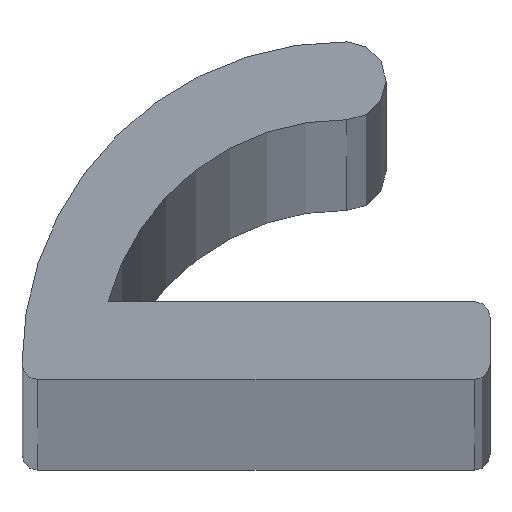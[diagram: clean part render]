
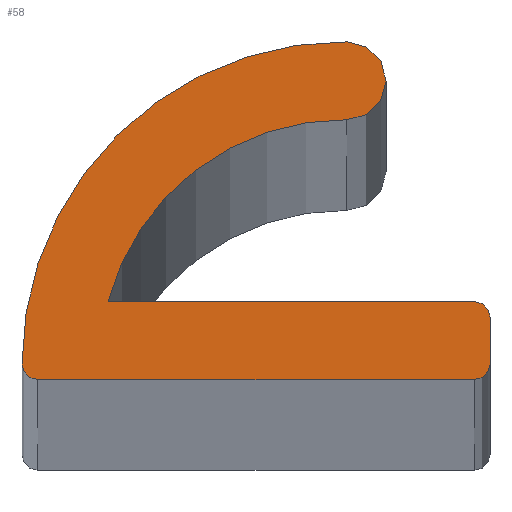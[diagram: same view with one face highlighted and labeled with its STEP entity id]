
A CAD part, top view. The second image highlights one B-rep face of the part: STEP entity #58.
In plain terms, the highlighted planar face has unit normal (0, 0, 1).
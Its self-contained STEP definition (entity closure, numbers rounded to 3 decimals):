
#19 = EDGE_CURVE ( 'NONE', #402, #340, #60, .T. ) ;
#20 = EDGE_CURVE ( 'NONE', #337, #336, #449, .T. ) ;
#21 = EDGE_CURVE ( 'NONE', #404, #346, #63, .T. ) ;
#29 = EDGE_CURVE ( 'NONE', #405, #404, #64, .T. ) ;
#32 = EDGE_CURVE ( 'NONE', #340, #405, #67, .T. ) ;
#33 = EDGE_CURVE ( 'NONE', #336, #400, #66, .T. ) ;
#36 = EDGE_CURVE ( 'NONE', #344, #402, #68, .T. ) ;
#38 = EDGE_CURVE ( 'NONE', #400, #344, #213, .T. ) ;
#41 = EDGE_CURVE ( 'NONE', #346, #347, #218, .T. ) ;
#58 = ADVANCED_FACE ( 'NONE', ( #99 ), #271, .F. ) ;
#60 = CIRCLE ( 'NONE', #133, 0.75 ) ;
#63 = CIRCLE ( 'NONE', #139, 0.3 ) ;
#64 = CIRCLE ( 'NONE', #127, 6.2 ) ;
#66 = CIRCLE ( 'NONE', #146, 0.3 ) ;
#67 = CIRCLE ( 'NONE', #142, 6.2 ) ;
#68 = CIRCLE ( 'NONE', #145, 4.7 ) ;
#72 = CIRCLE ( 'NONE', #122, 0.3 ) ;
#74 = EDGE_CURVE ( 'NONE', #347, #337, #72, .T. ) ;
#97 = AXIS2_PLACEMENT_3D ( 'NONE', #270, #275, #274 ) ;
#99 = FACE_OUTER_BOUND ( 'NONE', #355, .T. ) ;
#122 = AXIS2_PLACEMENT_3D ( 'NONE', #278, #288, #287 ) ;
#127 = AXIS2_PLACEMENT_3D ( 'NONE', #193, #199, #201 ) ;
#130 = VECTOR ( 'NONE', #217, 1000. ) ;
#133 = AXIS2_PLACEMENT_3D ( 'NONE', #426, #418, #412 ) ;
#138 = VECTOR ( 'NONE', #431, 1000. ) ;
#139 = AXIS2_PLACEMENT_3D ( 'NONE', #446, #441, #416 ) ;
#140 = VECTOR ( 'NONE', #222, 1000. ) ;
#142 = AXIS2_PLACEMENT_3D ( 'NONE', #203, #206, #204 ) ;
#145 = AXIS2_PLACEMENT_3D ( 'NONE', #315, #316, #317 ) ;
#146 = AXIS2_PLACEMENT_3D ( 'NONE', #202, #200, #198 ) ;
#193 = CARTESIAN_POINT ( 'NONE',  ( 4.544, -1.2, 500. ) ) ;
#198 = DIRECTION ( 'NONE',  ( -1., 0., 0. ) ) ;
#199 = DIRECTION ( 'NONE',  ( 0., 0., 1. ) ) ;
#200 = DIRECTION ( 'NONE',  ( 0., 0., 1. ) ) ;
#201 = DIRECTION ( 'NONE',  ( -1., 0., 0. ) ) ;
#202 = CARTESIAN_POINT ( 'NONE',  ( 7.052, -0.3, 500. ) ) ;
#203 = CARTESIAN_POINT ( 'NONE',  ( 4.544, -1.2, 500. ) ) ;
#204 = DIRECTION ( 'NONE',  ( -1., 0., 0. ) ) ;
#206 = DIRECTION ( 'NONE',  ( 0., 0., 1. ) ) ;
#212 = CARTESIAN_POINT ( 'NONE',  ( 0., 0., 500. ) ) ;
#213 = LINE ( 'NONE', #212, #130 ) ;
#217 = DIRECTION ( 'NONE',  ( -1., 0., 0. ) ) ;
#218 = LINE ( 'NONE', #223, #140 ) ;
#222 = DIRECTION ( 'NONE',  ( 1., 0., 0. ) ) ;
#223 = CARTESIAN_POINT ( 'NONE',  ( 7.052, -1.5, 500. ) ) ;
#270 = CARTESIAN_POINT ( 'NONE',  ( 4.544, -1.2, 500. ) ) ;
#271 = PLANE ( 'NONE',  #97 ) ;
#274 = DIRECTION ( 'NONE',  ( -1., 0., 0. ) ) ;
#275 = DIRECTION ( 'NONE',  ( 0., 0., -1. ) ) ;
#278 = CARTESIAN_POINT ( 'NONE',  ( 7.052, -1.2, 500. ) ) ;
#287 = DIRECTION ( 'NONE',  ( -1., 0., 0. ) ) ;
#288 = DIRECTION ( 'NONE',  ( 0., 0., 1. ) ) ;
#290 = CARTESIAN_POINT ( 'NONE',  ( 7.352, -1.2, 500. ) ) ;
#291 = CARTESIAN_POINT ( 'NONE',  ( 7.352, -0.3, 500. ) ) ;
#293 = CARTESIAN_POINT ( 'NONE',  ( 4.609, 5., 500. ) ) ;
#295 = CARTESIAN_POINT ( 'NONE',  ( 7.052, -1.5, 500. ) ) ;
#296 = CARTESIAN_POINT ( 'NONE',  ( -1.356, -1.5, 500. ) ) ;
#298 = CARTESIAN_POINT ( 'NONE',  ( 0., 0., 500. ) ) ;
#301 = CARTESIAN_POINT ( 'NONE',  ( 4.594, 3.5, 500. ) ) ;
#303 = CARTESIAN_POINT ( 'NONE',  ( 7.052, 0., 500. ) ) ;
#305 = CARTESIAN_POINT ( 'NONE',  ( -1.656, -1.2, 500. ) ) ;
#306 = CARTESIAN_POINT ( 'NONE',  ( -1.656, -1.2, 500. ) ) ;
#315 = CARTESIAN_POINT ( 'NONE',  ( 4.544, -1.2, 500. ) ) ;
#316 = DIRECTION ( 'NONE',  ( 0., 0., -1. ) ) ;
#317 = DIRECTION ( 'NONE',  ( -1., 0., 0. ) ) ;
#336 = VERTEX_POINT ( 'NONE', #291 ) ;
#337 = VERTEX_POINT ( 'NONE', #290 ) ;
#340 = VERTEX_POINT ( 'NONE', #293 ) ;
#344 = VERTEX_POINT ( 'NONE', #298 ) ;
#346 = VERTEX_POINT ( 'NONE', #296 ) ;
#347 = VERTEX_POINT ( 'NONE', #295 ) ;
#355 = EDGE_LOOP ( 'NONE', ( #378, #377, #376, #380, #375, #374, #373, #372, #371, #370 ) ) ;
#370 = ORIENTED_EDGE ( 'NONE', *, *, #38, .T. ) ;
#371 = ORIENTED_EDGE ( 'NONE', *, *, #33, .T. ) ;
#372 = ORIENTED_EDGE ( 'NONE', *, *, #20, .T. ) ;
#373 = ORIENTED_EDGE ( 'NONE', *, *, #74, .T. ) ;
#374 = ORIENTED_EDGE ( 'NONE', *, *, #41, .T. ) ;
#375 = ORIENTED_EDGE ( 'NONE', *, *, #21, .T. ) ;
#376 = ORIENTED_EDGE ( 'NONE', *, *, #32, .T. ) ;
#377 = ORIENTED_EDGE ( 'NONE', *, *, #19, .T. ) ;
#378 = ORIENTED_EDGE ( 'NONE', *, *, #36, .T. ) ;
#380 = ORIENTED_EDGE ( 'NONE', *, *, #29, .T. ) ;
#400 = VERTEX_POINT ( 'NONE', #303 ) ;
#402 = VERTEX_POINT ( 'NONE', #301 ) ;
#404 = VERTEX_POINT ( 'NONE', #306 ) ;
#405 = VERTEX_POINT ( 'NONE', #305 ) ;
#412 = DIRECTION ( 'NONE',  ( -1., 0., 0. ) ) ;
#416 = DIRECTION ( 'NONE',  ( -1., 0., 0. ) ) ;
#418 = DIRECTION ( 'NONE',  ( 0., 0., 1. ) ) ;
#426 = CARTESIAN_POINT ( 'NONE',  ( 4.602, 4.25, 500. ) ) ;
#431 = DIRECTION ( 'NONE',  ( 0., 1., 0. ) ) ;
#441 = DIRECTION ( 'NONE',  ( 0., 0., 1. ) ) ;
#444 = CARTESIAN_POINT ( 'NONE',  ( 7.352, -0.3, 500. ) ) ;
#446 = CARTESIAN_POINT ( 'NONE',  ( -1.356, -1.2, 500. ) ) ;
#449 = LINE ( 'NONE', #444, #138 ) ;
